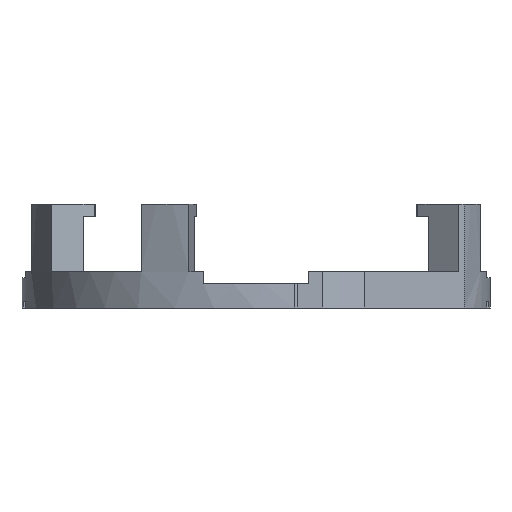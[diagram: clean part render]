
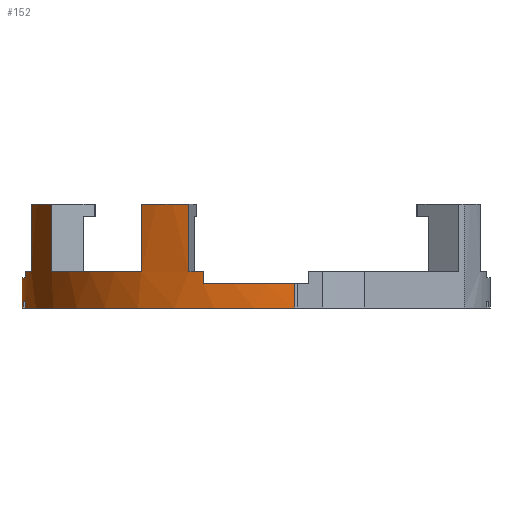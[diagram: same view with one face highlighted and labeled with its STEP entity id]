
A CAD part, left-side view. The second image highlights one B-rep face of the part: STEP entity #152.
In plain terms, the highlighted cylindrical face has radius 194 mm (diameter 388 mm), a partial arc.
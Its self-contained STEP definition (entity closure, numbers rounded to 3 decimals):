
#152=ADVANCED_FACE('',(#2204),#2206,.T.);
#2204=FACE_BOUND('',#2205,.T.);
#2205=EDGE_LOOP('',(#3973,#3974,#3975,#3976,#3977,#3978,#3979,#3980,#3981,#3982,
#3983,#3984,#3985,#3986,#3987,#3988,#3989,#3990,#3991,#3992));
#2206=CYLINDRICAL_SURFACE('',#2207,194.);
#2207=AXIS2_PLACEMENT_3D('',#2208,#2209,#2210);
#2208=CARTESIAN_POINT('',(0.,0.,-30.));
#2209=DIRECTION('',(0.,0.,1.));
#2210=DIRECTION('',(-0.072,0.997,0.));
#3973=ORIENTED_EDGE('',*,*,#5228,.T.);
#3974=ORIENTED_EDGE('',*,*,#5229,.F.);
#3975=ORIENTED_EDGE('',*,*,#5230,.T.);
#3976=ORIENTED_EDGE('',*,*,#5231,.F.);
#3977=ORIENTED_EDGE('',*,*,#5232,.F.);
#3978=ORIENTED_EDGE('',*,*,#5233,.F.);
#3979=ORIENTED_EDGE('',*,*,#5234,.T.);
#3980=ORIENTED_EDGE('',*,*,#5235,.F.);
#3981=ORIENTED_EDGE('',*,*,#5236,.F.);
#3982=ORIENTED_EDGE('',*,*,#5237,.F.);
#3983=ORIENTED_EDGE('',*,*,#5238,.T.);
#3984=ORIENTED_EDGE('',*,*,#5239,.T.);
#3985=ORIENTED_EDGE('',*,*,#5240,.F.);
#3986=ORIENTED_EDGE('',*,*,#5220,.T.);
#3987=ORIENTED_EDGE('',*,*,#5186,.T.);
#3988=ORIENTED_EDGE('',*,*,#5214,.T.);
#3989=ORIENTED_EDGE('',*,*,#5188,.T.);
#3990=ORIENTED_EDGE('',*,*,#5241,.T.);
#3991=ORIENTED_EDGE('',*,*,#5242,.T.);
#3992=ORIENTED_EDGE('',*,*,#5243,.T.);
#5186=EDGE_CURVE('',#5820,#5828,#5830,.T.);
#5188=EDGE_CURVE('',#5834,#5831,#5835,.F.);
#5214=EDGE_CURVE('',#5828,#5834,#5878,.T.);
#5220=EDGE_CURVE('',#5888,#5820,#5889,.T.);
#5228=EDGE_CURVE('',#5903,#5904,#5905,.T.);
#5229=EDGE_CURVE('',#5906,#5904,#5907,.T.);
#5230=EDGE_CURVE('',#5906,#5908,#5909,.T.);
#5231=EDGE_CURVE('',#5910,#5908,#5911,.T.);
#5232=EDGE_CURVE('',#5912,#5910,#5913,.T.);
#5233=EDGE_CURVE('',#5914,#5912,#5915,.T.);
#5234=EDGE_CURVE('',#5914,#5916,#5917,.T.);
#5235=EDGE_CURVE('',#5918,#5916,#5919,.T.);
#5236=EDGE_CURVE('',#5920,#5918,#5921,.T.);
#5237=EDGE_CURVE('',#5922,#5920,#5923,.T.);
#5238=EDGE_CURVE('',#5922,#5924,#5925,.F.);
#5239=EDGE_CURVE('',#5924,#5926,#5927,.F.);
#5240=EDGE_CURVE('',#5888,#5926,#5928,.T.);
#5241=EDGE_CURVE('',#5831,#5929,#5930,.T.);
#5242=EDGE_CURVE('',#5929,#5931,#5932,.T.);
#5243=EDGE_CURVE('',#5931,#5903,#5933,.F.);
#5820=VERTEX_POINT('',#6892);
#5828=VERTEX_POINT('',#6908);
#5830=LINE('',#6912,#6913);
#5831=VERTEX_POINT('',#6915);
#5834=VERTEX_POINT('',#6920);
#5835=LINE('',#6921,#6922);
#5878=CIRCLE('',#7020,194.);
#5888=VERTEX_POINT('',#7045);
#5889=CIRCLE('',#7046,194.);
#5903=VERTEX_POINT('',#7078);
#5904=VERTEX_POINT('',#7079);
#5905=LINE('',#7080,#7081);
#5906=VERTEX_POINT('',#7083);
#5907=CIRCLE('',#7084,194.);
#5908=VERTEX_POINT('',#7088);
#5909=LINE('',#7089,#7090);
#5910=VERTEX_POINT('',#7092);
#5911=CIRCLE('',#7093,194.);
#5912=VERTEX_POINT('',#7097);
#5913=LINE('',#7098,#7099);
#5914=VERTEX_POINT('',#7101);
#5915=CIRCLE('',#7102,194.);
#5916=VERTEX_POINT('',#7106);
#5917=LINE('',#7107,#7108);
#5918=VERTEX_POINT('',#7110);
#5919=CIRCLE('',#7111,194.);
#5920=VERTEX_POINT('',#7115);
#5921=LINE('',#7116,#7117);
#5922=VERTEX_POINT('',#7119);
#5923=CIRCLE('',#7120,194.);
#5924=VERTEX_POINT('',#7124);
#5925=LINE('',#7125,#7126);
#5926=VERTEX_POINT('',#7128);
#5927=CIRCLE('',#7129,194.);
#5928=LINE('',#7133,#7134);
#5929=VERTEX_POINT('',#7136);
#5930=CIRCLE('',#7137,194.);
#5931=VERTEX_POINT('',#7141);
#5932=LINE('',#7142,#7143);
#5933=CIRCLE('',#7145,194.);
#6892=CARTESIAN_POINT('',(-25.09,192.371,-30.));
#6908=CARTESIAN_POINT('',(-25.09,192.371,-25.));
#6912=CARTESIAN_POINT('',(-25.09,192.371,-30.));
#6913=VECTOR('',#6914,1.);
#6914=DIRECTION('',(0.,0.,1.));
#6915=CARTESIAN_POINT('',(-35.09,190.8,-30.));
#6920=CARTESIAN_POINT('',(-35.09,190.8,-25.));
#6921=CARTESIAN_POINT('',(-35.09,190.8,-30.));
#6922=VECTOR('',#6923,1.);
#6923=DIRECTION('',(0.,0.,1.));
#7020=AXIS2_PLACEMENT_3D('',#7021,#7022,#7023);
#7021=CARTESIAN_POINT('',(0.,0.,-25.));
#7022=DIRECTION('',(0.,0.,1.));
#7023=DIRECTION('',(-0.129,0.992,0.));
#7045=CARTESIAN_POINT('',(-13.919,193.5,-30.));
#7046=AXIS2_PLACEMENT_3D('',#7047,#7048,#7049);
#7047=CARTESIAN_POINT('',(0.,0.,-30.));
#7048=DIRECTION('',(0.,0.,1.));
#7049=DIRECTION('',(-0.072,0.997,0.));
#7078=CARTESIAN_POINT('',(-189.05,43.543,-10.));
#7079=CARTESIAN_POINT('',(-189.05,43.543,0.));
#7080=CARTESIAN_POINT('',(-189.05,43.543,-10.));
#7081=VECTOR('',#7082,1.);
#7082=DIRECTION('',(0.,0.,1.));
#7083=CARTESIAN_POINT('',(-185.862,55.599,0.));
#7084=AXIS2_PLACEMENT_3D('',#7085,#7086,#7087);
#7085=CARTESIAN_POINT('',(0.,0.,0.));
#7086=DIRECTION('',(0.,0.,1.));
#7087=DIRECTION('',(-0.958,0.287,0.));
#7088=CARTESIAN_POINT('',(-185.862,55.599,56.));
#7089=CARTESIAN_POINT('',(-185.862,55.599,0.));
#7090=VECTOR('',#7091,1.);
#7091=DIRECTION('',(0.,0.,1.));
#7092=CARTESIAN_POINT('',(-169.105,95.076,56.));
#7093=AXIS2_PLACEMENT_3D('',#7094,#7095,#7096);
#7094=CARTESIAN_POINT('',(0.,0.,56.));
#7095=DIRECTION('',(0.,-0.,1.));
#7096=DIRECTION('',(-0.872,0.49,0.));
#7097=CARTESIAN_POINT('',(-169.105,95.076,0.));
#7098=CARTESIAN_POINT('',(-169.105,95.076,0.));
#7099=VECTOR('',#7100,1.);
#7100=DIRECTION('',(0.,0.,1.));
#7101=CARTESIAN_POINT('',(-95.076,169.105,0.));
#7102=AXIS2_PLACEMENT_3D('',#7103,#7104,#7105);
#7103=CARTESIAN_POINT('',(0.,0.,0.));
#7104=DIRECTION('',(0.,0.,1.));
#7105=DIRECTION('',(-0.49,0.872,0.));
#7106=CARTESIAN_POINT('',(-95.076,169.105,56.));
#7107=CARTESIAN_POINT('',(-95.076,169.105,0.));
#7108=VECTOR('',#7109,1.);
#7109=DIRECTION('',(0.,0.,1.));
#7110=CARTESIAN_POINT('',(-55.599,185.862,56.));
#7111=AXIS2_PLACEMENT_3D('',#7112,#7113,#7114);
#7112=CARTESIAN_POINT('',(0.,0.,56.));
#7113=DIRECTION('',(0.,-0.,1.));
#7114=DIRECTION('',(-0.287,0.958,0.));
#7115=CARTESIAN_POINT('',(-55.599,185.862,0.));
#7116=CARTESIAN_POINT('',(-55.599,185.862,0.));
#7117=VECTOR('',#7118,1.);
#7118=DIRECTION('',(0.,0.,1.));
#7119=CARTESIAN_POINT('',(-38.09,190.224,0.));
#7120=AXIS2_PLACEMENT_3D('',#7121,#7122,#7123);
#7121=CARTESIAN_POINT('',(0.,0.,0.));
#7122=DIRECTION('',(0.,0.,1.));
#7123=DIRECTION('',(-0.196,0.981,0.));
#7124=CARTESIAN_POINT('',(-38.09,190.224,-5.));
#7125=CARTESIAN_POINT('',(-38.09,190.224,-5.));
#7126=VECTOR('',#7127,1.);
#7127=DIRECTION('',(0.,0.,1.));
#7128=CARTESIAN_POINT('',(-13.919,193.5,-5.));
#7129=AXIS2_PLACEMENT_3D('',#7130,#7131,#7132);
#7130=CARTESIAN_POINT('',(0.,0.,-5.));
#7131=DIRECTION('',(0.,0.,1.));
#7132=DIRECTION('',(-0.072,0.997,0.));
#7133=CARTESIAN_POINT('',(-13.919,193.5,-30.));
#7134=VECTOR('',#7135,1.);
#7135=DIRECTION('',(0.,0.,1.));
#7136=CARTESIAN_POINT('',(-191.393,-31.7,-30.));
#7137=AXIS2_PLACEMENT_3D('',#7138,#7139,#7140);
#7138=CARTESIAN_POINT('',(0.,0.,-30.));
#7139=DIRECTION('',(0.,0.,1.));
#7140=DIRECTION('',(-0.181,0.984,0.));
#7141=CARTESIAN_POINT('',(-191.393,-31.7,-10.));
#7142=CARTESIAN_POINT('',(-191.393,-31.7,-30.));
#7143=VECTOR('',#7144,1.);
#7144=DIRECTION('',(0.,0.,1.));
#7145=AXIS2_PLACEMENT_3D('',#7146,#7147,#7148);
#7146=CARTESIAN_POINT('',(0.,0.,-10.));
#7147=DIRECTION('',(0.,0.,1.));
#7148=DIRECTION('',(-0.974,0.224,0.));
